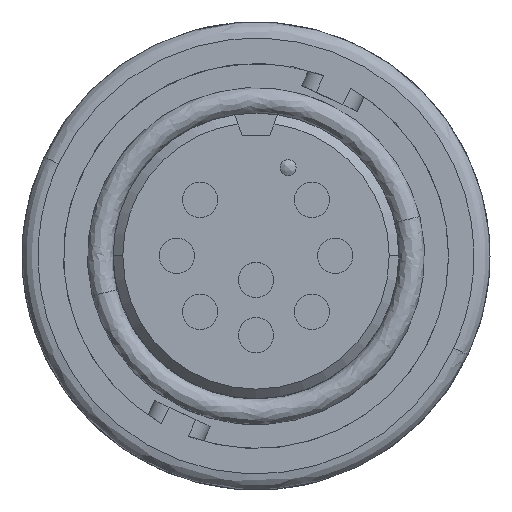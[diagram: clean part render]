
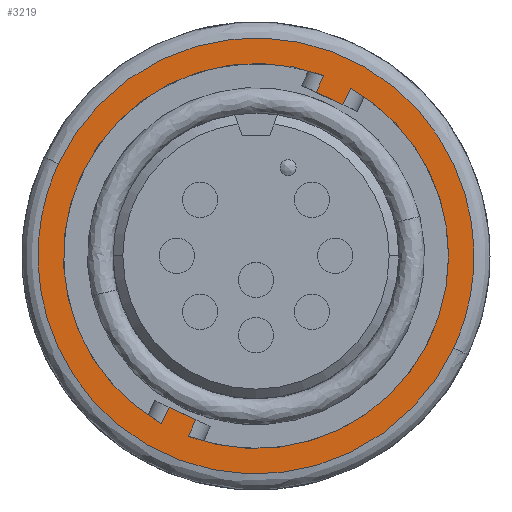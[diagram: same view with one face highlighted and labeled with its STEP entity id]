
A CAD part, top view. The second image highlights one B-rep face of the part: STEP entity #3219.
In plain terms, the highlighted planar face has unit normal (0, 0, 1).
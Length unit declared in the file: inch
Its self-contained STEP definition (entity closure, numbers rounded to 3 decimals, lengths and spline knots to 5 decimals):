
#102 =( BOUNDED_CURVE ( )  B_SPLINE_CURVE ( 3, ( #12498, #12499, #12500, #12501 ),
 .UNSPECIFIED., .F., .F. ) 
 B_SPLINE_CURVE_WITH_KNOTS ( ( 4, 4 ),
 ( 0., 1. ),
 .UNSPECIFIED. ) 
 CURVE ( )  GEOMETRIC_REPRESENTATION_ITEM ( )  RATIONAL_B_SPLINE_CURVE ( ( 1., 0.333, 0.333, 1. ) ) 
 REPRESENTATION_ITEM ( '' )  );
#205 = VECTOR ( 'NONE', #5973, 39.37008 ) ;
#378 = AXIS2_PLACEMENT_3D ( 'NONE', #6736, #6737, #6738 ) ;
#381 = FACE_BOUND ( 'NONE', #16913, .T. ) ;
#384 = FACE_OUTER_BOUND ( 'NONE', #16708, .T. ) ;
#1908 = LINE ( 'NONE', #1909, #4573 ) ;
#1909 = CARTESIAN_POINT ( 'NONE',  ( -0.16227, -0.28293, -0.08324 ) ) ;
#1910 = DIRECTION ( 'NONE',  ( -0.423, -0.906, 0. ) ) ;
#1917 = LINE ( 'NONE', #1918, #4559 ) ;
#1918 = CARTESIAN_POINT ( 'NONE',  ( -0.16227, -0.28293, -0.08324 ) ) ;
#1919 = DIRECTION ( 'NONE',  ( 0.906, -0.423, 0. ) ) ;
#1929 = LINE ( 'NONE', #1930, #4541 ) ;
#1930 = CARTESIAN_POINT ( 'NONE',  ( -0.12677, -0.33694, -0.08324 ) ) ;
#1931 = DIRECTION ( 'NONE',  ( 0.423, 0.906, 0. ) ) ;
#1955 = LINE ( 'NONE', #1956, #4522 ) ;
#1956 = CARTESIAN_POINT ( 'NONE',  ( 0.16227, 0.28293, -0.08324 ) ) ;
#1957 = DIRECTION ( 'NONE',  ( 0.423, 0.906, 0. ) ) ;
#2218 = EDGE_CURVE ( 'NONE', #5176, #5198, #9710, .T. ) ;
#2309 = EDGE_CURVE ( 'NONE', #5259, #5468, #3456, .T. ) ;
#2445 = EDGE_CURVE ( 'NONE', #5385, #5145, #1908, .T. ) ;
#2448 = EDGE_CURVE ( 'NONE', #5385, #5436, #1917, .T. ) ;
#2452 = EDGE_CURVE ( 'NONE', #5134, #5436, #1929, .T. ) ;
#2459 = EDGE_CURVE ( 'NONE', #5411, #5259, #1955, .T. ) ;
#2595 = EDGE_CURVE ( 'NONE', #5198, #5176, #102, .T. ) ;
#2811 = EDGE_CURVE ( 'NONE', #5230, #5348, #11861, .T. ) ;
#2826 = EDGE_CURVE ( 'NONE', #5145, #5230, #3592, .T. ) ;
#2833 = EDGE_CURVE ( 'NONE', #5468, #5134, #3595, .T. ) ;
#3219 = ADVANCED_FACE ( 'NONE', ( #384, #381 ), #6735, .T. ) ;
#3396 = EDGE_CURVE ( 'NONE', #5411, #5348, #5971, .T. ) ;
#3456 = CIRCLE ( 'NONE', #4876, 0.36 ) ;
#3592 = CIRCLE ( 'NONE', #4702, 0.36 ) ;
#3595 = CIRCLE ( 'NONE', #4697, 0.36 ) ;
#4146 = CARTESIAN_POINT ( 'NONE',  ( 0.36932, -0.17222, -0.08324 ) ) ;
#4148 = CARTESIAN_POINT ( 'NONE',  ( 0.02489, -0.91086, -0.08324 ) ) ;
#4149 = CARTESIAN_POINT ( 'NONE',  ( -0.71375, -0.56642, -0.08324 ) ) ;
#4151 = CARTESIAN_POINT ( 'NONE',  ( -0.36932, 0.17222, -0.08324 ) ) ;
#4522 = VECTOR ( 'NONE', #1957, 39.37008 ) ;
#4541 = VECTOR ( 'NONE', #1931, 39.37008 ) ;
#4559 = VECTOR ( 'NONE', #1919, 39.37008 ) ;
#4573 = VECTOR ( 'NONE', #1910, 39.37008 ) ;
#4584 = VECTOR ( 'NONE', #11863, 39.37008 ) ;
#4697 = AXIS2_PLACEMENT_3D ( 'NONE', #11947, #11948, #11949 ) ;
#4702 = AXIS2_PLACEMENT_3D ( 'NONE', #11926, #11927, #11928 ) ;
#4876 = AXIS2_PLACEMENT_3D ( 'NONE', #16417, #16418, #16419 ) ;
#5134 = VERTEX_POINT ( 'NONE', #6106 ) ;
#5145 = VERTEX_POINT ( 'NONE', #6119 ) ;
#5176 = VERTEX_POINT ( 'NONE', #6151 ) ;
#5198 = VERTEX_POINT ( 'NONE', #6174 ) ;
#5230 = VERTEX_POINT ( 'NONE', #6208 ) ;
#5259 = VERTEX_POINT ( 'NONE', #6228 ) ;
#5348 = VERTEX_POINT ( 'NONE', #6259 ) ;
#5385 = VERTEX_POINT ( 'NONE', #6273 ) ;
#5411 = VERTEX_POINT ( 'NONE', #6282 ) ;
#5436 = VERTEX_POINT ( 'NONE', #6292 ) ;
#5468 = VERTEX_POINT ( 'NONE', #6303 ) ;
#5971 = LINE ( 'NONE', #5972, #205 ) ;
#5972 = CARTESIAN_POINT ( 'NONE',  ( 0.16227, 0.28293, -0.08324 ) ) ;
#5973 = DIRECTION ( 'NONE',  ( -0.906, 0.423, 0. ) ) ;
#6106 = CARTESIAN_POINT ( 'NONE',  ( -0.12677, -0.33694, -0.08324 ) ) ;
#6119 = CARTESIAN_POINT ( 'NONE',  ( -0.17662, -0.3137, -0.08324 ) ) ;
#6151 = CARTESIAN_POINT ( 'NONE',  ( 0.36932, -0.17222, -0.08324 ) ) ;
#6174 = CARTESIAN_POINT ( 'NONE',  ( -0.36932, 0.17222, -0.08324 ) ) ;
#6208 = CARTESIAN_POINT ( 'NONE',  ( 0.12677, 0.33694, -0.08324 ) ) ;
#6228 = CARTESIAN_POINT ( 'NONE',  ( 0.17662, 0.3137, -0.08324 ) ) ;
#6259 = CARTESIAN_POINT ( 'NONE',  ( 0.11243, 0.30617, -0.08324 ) ) ;
#6273 = CARTESIAN_POINT ( 'NONE',  ( -0.16227, -0.28293, -0.08324 ) ) ;
#6282 = CARTESIAN_POINT ( 'NONE',  ( 0.16227, 0.28293, -0.08324 ) ) ;
#6292 = CARTESIAN_POINT ( 'NONE',  ( -0.11243, -0.30617, -0.08324 ) ) ;
#6303 = CARTESIAN_POINT ( 'NONE',  ( 0.36, 0., -0.08324 ) ) ;
#6735 = PLANE ( 'NONE',  #378 ) ;
#6736 = CARTESIAN_POINT ( 'NONE',  ( 0., 0., -0.08324 ) ) ;
#6737 = DIRECTION ( 'NONE',  ( 0., 0., 1. ) ) ;
#6738 = DIRECTION ( 'NONE',  ( 1., 0., 0. ) ) ;
#7629 = ORIENTED_EDGE ( 'NONE', *, *, #2452, .T. ) ;
#7647 = ORIENTED_EDGE ( 'NONE', *, *, #2595, .F. ) ;
#7677 = ORIENTED_EDGE ( 'NONE', *, *, #2218, .F. ) ;
#8324 = ORIENTED_EDGE ( 'NONE', *, *, #3396, .F. ) ;
#8326 = ORIENTED_EDGE ( 'NONE', *, *, #2811, .T. ) ;
#8333 = ORIENTED_EDGE ( 'NONE', *, *, #2448, .F. ) ;
#8342 = ORIENTED_EDGE ( 'NONE', *, *, #2833, .T. ) ;
#8355 = ORIENTED_EDGE ( 'NONE', *, *, #2445, .T. ) ;
#8369 = ORIENTED_EDGE ( 'NONE', *, *, #2826, .T. ) ;
#8412 = ORIENTED_EDGE ( 'NONE', *, *, #2459, .T. ) ;
#8413 = ORIENTED_EDGE ( 'NONE', *, *, #2309, .T. ) ;
#9710 =( BOUNDED_CURVE ( )  B_SPLINE_CURVE ( 3, ( #4146, #4148, #4149, #4151 ),
 .UNSPECIFIED., .F., .F. ) 
 B_SPLINE_CURVE_WITH_KNOTS ( ( 4, 4 ),
 ( 0., 1. ),
 .UNSPECIFIED. ) 
 CURVE ( )  GEOMETRIC_REPRESENTATION_ITEM ( )  RATIONAL_B_SPLINE_CURVE ( ( 1., 0.333, 0.333, 1. ) ) 
 REPRESENTATION_ITEM ( '' )  );
#11861 = LINE ( 'NONE', #11862, #4584 ) ;
#11862 = CARTESIAN_POINT ( 'NONE',  ( 0.12677, 0.33694, -0.08324 ) ) ;
#11863 = DIRECTION ( 'NONE',  ( -0.423, -0.906, 0. ) ) ;
#11926 = CARTESIAN_POINT ( 'NONE',  ( 0., 0., -0.08324 ) ) ;
#11927 = DIRECTION ( 'NONE',  ( 0., 0., -1. ) ) ;
#11928 = DIRECTION ( 'NONE',  ( 1., 0., 0. ) ) ;
#11947 = CARTESIAN_POINT ( 'NONE',  ( 0., 0., -0.08324 ) ) ;
#11948 = DIRECTION ( 'NONE',  ( 0., 0., -1. ) ) ;
#11949 = DIRECTION ( 'NONE',  ( 1., 0., 0. ) ) ;
#12498 = CARTESIAN_POINT ( 'NONE',  ( -0.36932, 0.17222, -0.08324 ) ) ;
#12499 = CARTESIAN_POINT ( 'NONE',  ( -0.02489, 0.91086, -0.08324 ) ) ;
#12500 = CARTESIAN_POINT ( 'NONE',  ( 0.71375, 0.56642, -0.08324 ) ) ;
#12501 = CARTESIAN_POINT ( 'NONE',  ( 0.36932, -0.17222, -0.08324 ) ) ;
#16417 = CARTESIAN_POINT ( 'NONE',  ( 0., 0., -0.08324 ) ) ;
#16418 = DIRECTION ( 'NONE',  ( 0., 0., -1. ) ) ;
#16419 = DIRECTION ( 'NONE',  ( 1., 0., 0. ) ) ;
#16708 = EDGE_LOOP ( 'NONE', ( #7647, #7677 ) ) ;
#16913 = EDGE_LOOP ( 'NONE', ( #8412, #8413, #8342, #7629, #8333, #8355, #8369, #8326, #8324 ) ) ;
